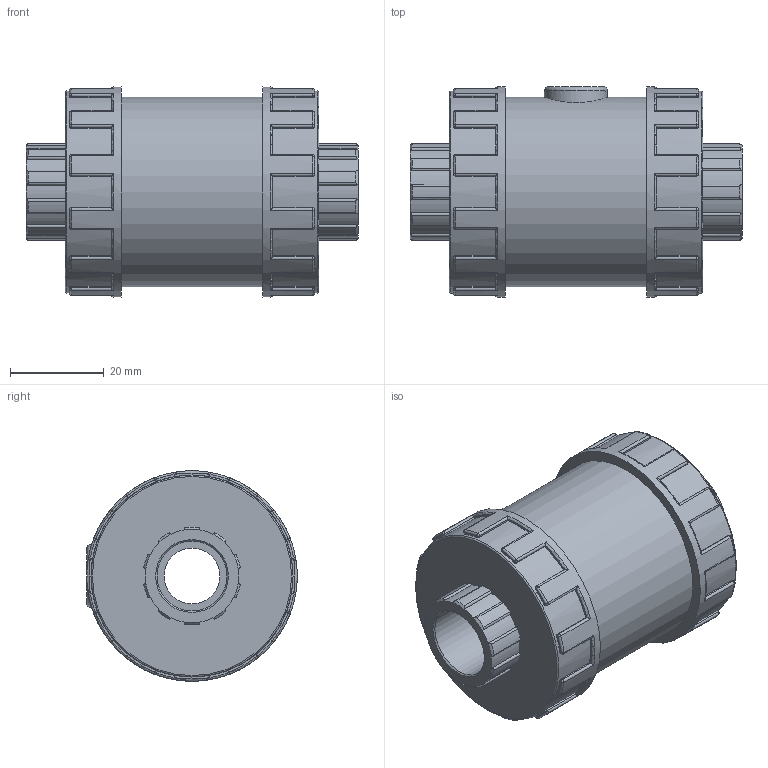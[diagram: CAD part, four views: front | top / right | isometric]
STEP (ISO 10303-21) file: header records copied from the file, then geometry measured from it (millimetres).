
FILE_DESCRIPTION(/* description */ ('PLASSON AIR RELEASE VALVE THR PVC 3/8"'),/* implementation_level */ '2;1');
FILE_NAME(/* name */ '116310003.ipt.stp',/* time_stamp */ '2017-12-07T16:13:38+02:00',/* author */ ('KIM'),/* organization */ (''),/* preprocessor_version */ 'ST-DEVELOPER v15.6',/* originating_system */ 'Autodesk Inventor 2015',/* authorisation */ '');
FILE_SCHEMA (('AUTOMOTIVE_DESIGN { 1 0 10303 214 3 1 1 }'));
Length unit declared in the file: millimetre
Products named in the file (1): 116310003
Bounding box: 71 x 45 x 45 mm (x, y, z)
Volume: 71873.5 mm3; surface area: 15087.3 mm2
Topology: 1 solids, 1 shells, 411 faces, 1021 edges, 618 vertices
Faces by surface type: cylinder 185, plane 105, torus 51, sphere 48, cone 22
Full cylindrical faces by diameter (mm): 11.96 x1, 13.5 x1, 14.95 x2, 40.5 x1, 43.2 x2, 45 x2
Entity records: 13378 total; most frequent: CARTESIAN_POINT 3599, DIRECTION 2180, ORIENTED_EDGE 1998, EDGE_CURVE 999, AXIS2_PLACEMENT_3D 906, VERTEX_POINT 611, CIRCLE 494, EDGE_LOOP 434
